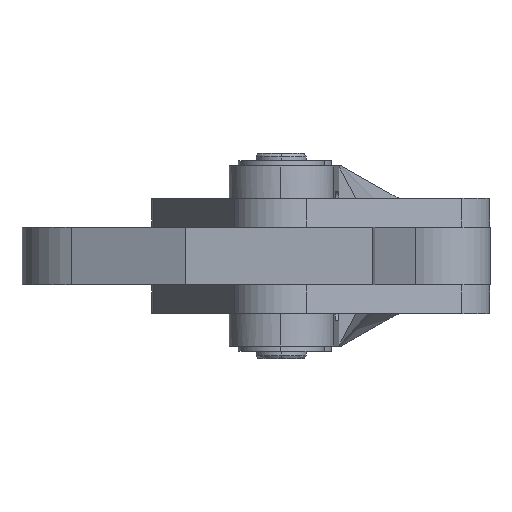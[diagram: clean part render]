
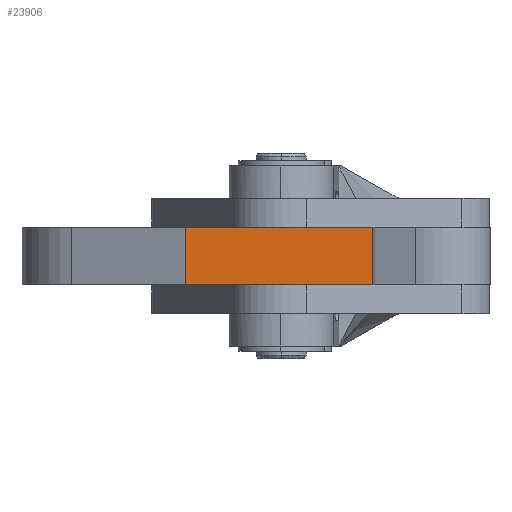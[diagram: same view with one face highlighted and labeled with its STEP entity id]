
A CAD part, front view. The second image highlights one B-rep face of the part: STEP entity #23906.
In plain terms, the highlighted face is planar.
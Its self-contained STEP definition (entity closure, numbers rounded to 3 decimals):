
#3696 = VECTOR ( 'NONE', #23004, 1000. ) ;
#3698 = VECTOR ( 'NONE', #23001, 1000. ) ;
#3699 = LINE ( 'NONE', #23002, #3696 ) ;
#3700 = VECTOR ( 'NONE', #22999, 1000. ) ;
#3701 = LINE ( 'NONE', #23000, #3698 ) ;
#3702 = VECTOR ( 'NONE', #22998, 1000. ) ;
#3703 = LINE ( 'NONE', #22997, #3702 ) ;
#3713 = LINE ( 'NONE', #22993, #3700 ) ;
#6726 = EDGE_LOOP ( 'NONE', ( #11510, #11509, #11508, #11507 ) ) ;
#6938 = CARTESIAN_POINT ( 'NONE',  ( 26., 0., 0. ) ) ;
#6943 = CARTESIAN_POINT ( 'NONE',  ( 26., 0., 16. ) ) ;
#6957 = CARTESIAN_POINT ( 'NONE',  ( -26., 0., 16. ) ) ;
#6959 = CARTESIAN_POINT ( 'NONE',  ( -26., 0., 0. ) ) ;
#9185 = CARTESIAN_POINT ( 'NONE',  ( -26., 0., 16. ) ) ;
#9188 = PLANE ( 'NONE',  #21294 ) ;
#9191 = DIRECTION ( 'NONE',  ( 0., 1., 0. ) ) ;
#9192 = DIRECTION ( 'NONE',  ( -1., 0., 0. ) ) ;
#11507 = ORIENTED_EDGE ( 'NONE', *, *, #17160, .T. ) ;
#11508 = ORIENTED_EDGE ( 'NONE', *, *, #17161, .T. ) ;
#11509 = ORIENTED_EDGE ( 'NONE', *, *, #17163, .F. ) ;
#11510 = ORIENTED_EDGE ( 'NONE', *, *, #17162, .T. ) ;
#12571 = FACE_OUTER_BOUND ( 'NONE', #6726, .T. ) ;
#17160 = EDGE_CURVE ( 'NONE', #18758, #18736, #3703, .T. ) ;
#17161 = EDGE_CURVE ( 'NONE', #18756, #18758, #3713, .T. ) ;
#17162 = EDGE_CURVE ( 'NONE', #18736, #18741, #3701, .T. ) ;
#17163 = EDGE_CURVE ( 'NONE', #18756, #18741, #3699, .T. ) ;
#18736 = VERTEX_POINT ( 'NONE', #6938 ) ;
#18741 = VERTEX_POINT ( 'NONE', #6943 ) ;
#18756 = VERTEX_POINT ( 'NONE', #6957 ) ;
#18758 = VERTEX_POINT ( 'NONE', #6959 ) ;
#21294 = AXIS2_PLACEMENT_3D ( 'NONE', #9185, #9191, #9192 ) ;
#22993 = CARTESIAN_POINT ( 'NONE',  ( -26., 0., 16. ) ) ;
#22997 = CARTESIAN_POINT ( 'NONE',  ( 0., 0., 0. ) ) ;
#22998 = DIRECTION ( 'NONE',  ( 1., 0., 0. ) ) ;
#22999 = DIRECTION ( 'NONE',  ( 0., 0., -1. ) ) ;
#23000 = CARTESIAN_POINT ( 'NONE',  ( 26., 0., 16. ) ) ;
#23001 = DIRECTION ( 'NONE',  ( 0., 0., 1. ) ) ;
#23002 = CARTESIAN_POINT ( 'NONE',  ( -26., 0., 16. ) ) ;
#23004 = DIRECTION ( 'NONE',  ( 1., 0., 0. ) ) ;
#23906 = ADVANCED_FACE ( 'NONE', ( #12571 ), #9188, .F. ) ;
